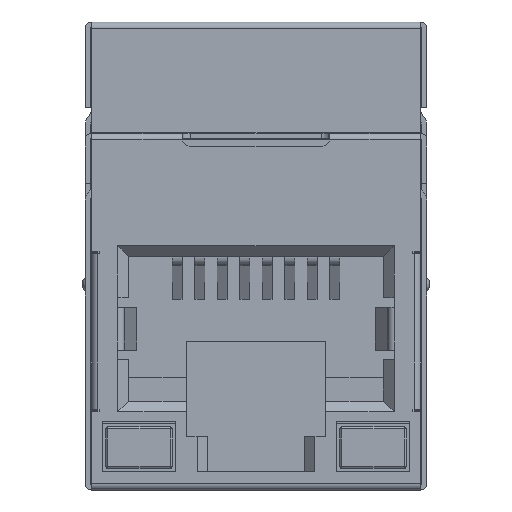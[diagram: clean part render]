
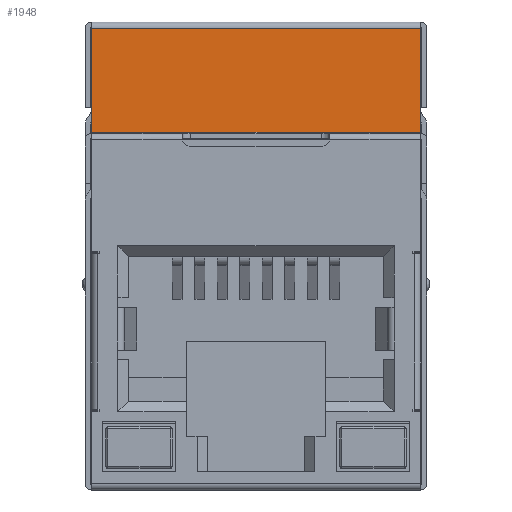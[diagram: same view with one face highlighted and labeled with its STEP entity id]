
A CAD part, front view. The second image highlights one B-rep face of the part: STEP entity #1948.
In plain terms, the highlighted planar face has unit normal (0, -1, 0).
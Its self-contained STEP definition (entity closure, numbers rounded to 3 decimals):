
#1948 = ADVANCED_FACE( '', ( #4086 ), #4087, .T. );
#4086 = FACE_OUTER_BOUND( '', #6479, .T. );
#4087 = PLANE( '', #6480 );
#6479 = EDGE_LOOP( '', ( #12319, #12320, #12321, #12322 ) );
#6480 = AXIS2_PLACEMENT_3D( '', #12323, #12324, #12325 );
#12319 = ORIENTED_EDGE( '', *, *, #15524, .F. );
#12320 = ORIENTED_EDGE( '', *, *, #14319, .F. );
#12321 = ORIENTED_EDGE( '', *, *, #14514, .T. );
#12322 = ORIENTED_EDGE( '', *, *, #15717, .T. );
#12323 = CARTESIAN_POINT( '', ( -7.675, -5.225, 10.92 ) );
#12324 = DIRECTION( '', ( 0., -1., 0. ) );
#12325 = DIRECTION( '', ( 0., 0., -1. ) );
#14319 = EDGE_CURVE( '', #17193, #17196, #17197, .T. );
#14514 = EDGE_CURVE( '', #17193, #17539, #17541, .T. );
#15524 = EDGE_CURVE( '', #17196, #19168, #19169, .T. );
#15717 = EDGE_CURVE( '', #17539, #19168, #19439, .T. );
#17193 = VERTEX_POINT( '', #21377 );
#17196 = VERTEX_POINT( '', #21380 );
#17197 = LINE( '', #21381, #21382 );
#17539 = VERTEX_POINT( '', #21859 );
#17541 = LINE( '', #21861, #21862 );
#19168 = VERTEX_POINT( '', #24280 );
#19169 = LINE( '', #24281, #24282 );
#19439 = LINE( '', #24723, #24724 );
#21377 = CARTESIAN_POINT( '', ( -7.675, -5.225, 10.62 ) );
#21380 = CARTESIAN_POINT( '', ( 7.675, -5.225, 10.62 ) );
#21381 = CARTESIAN_POINT( '', ( -7.675, -5.225, 10.62 ) );
#21382 = VECTOR( '', #26876, 1000. );
#21859 = CARTESIAN_POINT( '', ( -7.675, -5.225, 5.77 ) );
#21861 = CARTESIAN_POINT( '', ( -7.675, -5.225, 10.92 ) );
#21862 = VECTOR( '', #27111, 1000. );
#24280 = CARTESIAN_POINT( '', ( 7.675, -5.225, 5.77 ) );
#24281 = CARTESIAN_POINT( '', ( 7.675, -5.225, 10.92 ) );
#24282 = VECTOR( '', #28161, 1000. );
#24723 = CARTESIAN_POINT( '', ( -7.675, -5.225, 5.77 ) );
#24724 = VECTOR( '', #28333, 1000. );
#26876 = DIRECTION( '', ( 1., 0., 0. ) );
#27111 = DIRECTION( '', ( 0., 0., -1. ) );
#28161 = DIRECTION( '', ( 0., 0., -1. ) );
#28333 = DIRECTION( '', ( 1., 0., 0. ) );
